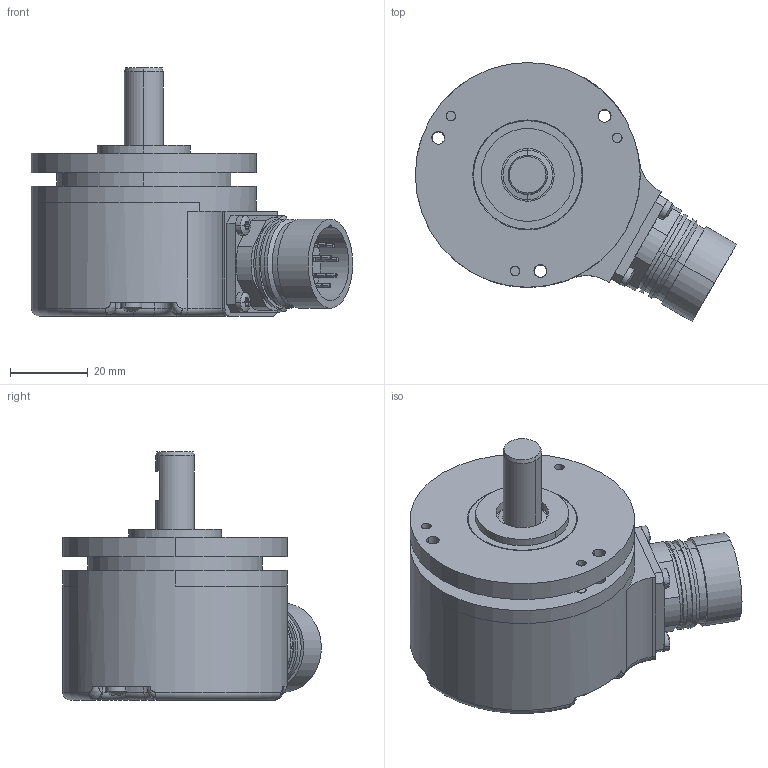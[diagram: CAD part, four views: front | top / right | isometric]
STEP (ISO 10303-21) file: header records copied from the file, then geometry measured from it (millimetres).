
FILE_DESCRIPTION((''),'2;1');
FILE_NAME('519244','2010-11-10T',('se2802'),(''),'PRO/ENGINEER BY PARAMETRIC TECHNOLOGY CORPORATION, 2010180','PRO/ENGINEER BY PARAMETRIC TECHNOLOGY CORPORATION, 2010180','');
FILE_SCHEMA(('CONFIG_CONTROL_DESIGN'));
Products named in the file (1): 519244
Bounding box: 82.9 x 66.76 x 64 mm (x, y, z)
Volume: 72815.6 mm3; surface area: 41963.3 mm2
Topology: 2 solids, 5 shells, 1438 faces, 3876 edges, 2529 vertices
Faces by surface type: cylinder 545, plane 416, extrusion 324, torus 71, cone 56, sphere 20, bspline 6
Entity records: 51277 total; most frequent: CARTESIAN_POINT 15541, ORIENTED_EDGE 7748, DIRECTION 6905, EDGE_CURVE 3874, AXIS2_PLACEMENT_3D 2547, VERTEX_POINT 2529, VECTOR 1811, EDGE_LOOP 1597
